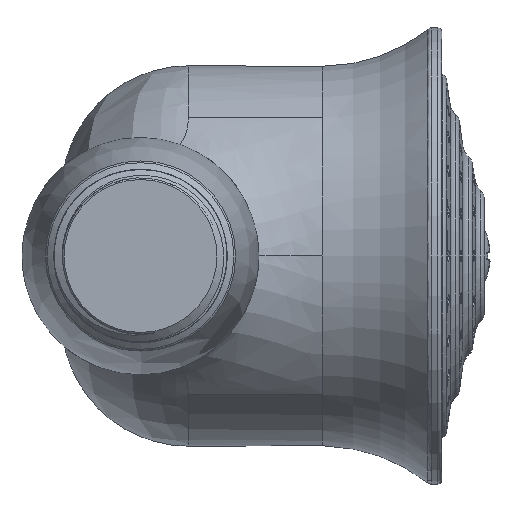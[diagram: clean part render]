
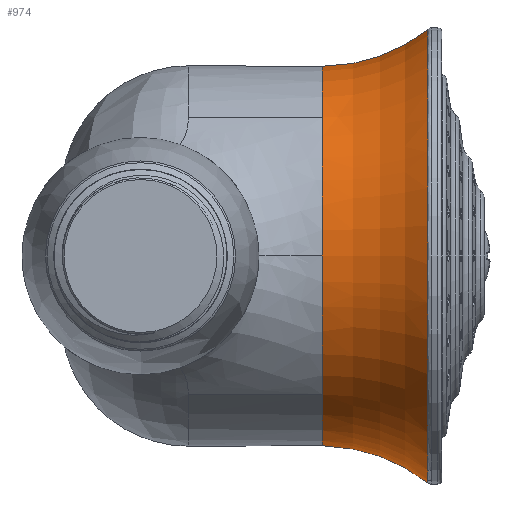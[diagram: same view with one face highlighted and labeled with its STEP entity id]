
A CAD part, front view. The second image highlights one B-rep face of the part: STEP entity #974.
In plain terms, the highlighted toroidal (fillet/blend) face has major radius 42.5 mm and minor radius 20 mm.
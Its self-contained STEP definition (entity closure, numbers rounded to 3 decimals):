
#148=TOROIDAL_SURFACE('',#3585,42.5,20.);
#191=FACE_BOUND('',#1405,.T.);
#192=FACE_BOUND('',#1406,.T.);
#772=CIRCLE('',#3576,22.5);
#777=CIRCLE('',#3584,26.848);
#974=ADVANCED_FACE('',(#191,#192),#148,.F.);
#1405=EDGE_LOOP('',(#1909,#1910,#1911));
#1406=EDGE_LOOP('',(#1912));
#1909=ORIENTED_EDGE('',*,*,#3030,.F.);
#1910=ORIENTED_EDGE('',*,*,#3031,.F.);
#1911=ORIENTED_EDGE('',*,*,#3023,.F.);
#1912=ORIENTED_EDGE('',*,*,#3032,.T.);
#2700=VERTEX_POINT('',#5670);
#2701=VERTEX_POINT('',#5672);
#2707=VERTEX_POINT('',#5741);
#2708=VERTEX_POINT('',#5767);
#3023=EDGE_CURVE('',#2700,#2701,#772,.T.);
#3030=EDGE_CURVE('',#2707,#2700,#3426,.T.);
#3031=EDGE_CURVE('',#2701,#2707,#3427,.T.);
#3032=EDGE_CURVE('',#2708,#2708,#777,.T.);
#3426=B_SPLINE_CURVE_WITH_KNOTS('',3,(#5717,#5718,#5719,#5720,#5721,#5722,
#5723,#5724,#5725,#5726,#5727,#5728,#5729,#5730,#5731,#5732,#5733,#5734,
#5735,#5736,#5737,#5738,#5739,#5740),.UNSPECIFIED.,.F.,.F.,(4,2,2,2,2,2,
2,2,2,2,2,4),(0.,0.031,0.062,0.125,0.25,0.313,0.375,0.5,
0.75,0.813,0.875,1.),.UNSPECIFIED.);
#3427=B_SPLINE_CURVE_WITH_KNOTS('',3,(#5742,#5743,#5744,#5745,#5746,#5747,
#5748,#5749,#5750,#5751,#5752,#5753,#5754,#5755,#5756,#5757,#5758,#5759,
#5760,#5761,#5762,#5763,#5764,#5765),.UNSPECIFIED.,.F.,.F.,(4,2,2,2,2,2,
2,2,2,2,2,4),(0.,0.125,0.188,0.25,0.5,0.625,0.688,0.75,0.875,
0.938,0.969,1.),.UNSPECIFIED.);
#3576=AXIS2_PLACEMENT_3D('',#5671,#3984,#3985);
#3584=AXIS2_PLACEMENT_3D('',#5766,#4000,#4001);
#3585=AXIS2_PLACEMENT_3D('',#5768,#4002,#4003);
#3984=DIRECTION('',(-1.,0.,0.));
#3985=DIRECTION('',(0.,0.,1.));
#4000=DIRECTION('',(-1.,0.,0.));
#4001=DIRECTION('',(0.,0.,-1.));
#4002=DIRECTION('',(1.,0.,0.));
#4003=DIRECTION('',(0.,0.,1.));
#5670=CARTESIAN_POINT('',(21.511,144.077,16.382));
#5671=CARTESIAN_POINT('',(21.511,159.5,0.));
#5672=CARTESIAN_POINT('',(21.511,144.077,-16.382));
#5717=CARTESIAN_POINT('',(21.511,137.,0.));
#5718=CARTESIAN_POINT('',(21.511,137.,0.188));
#5719=CARTESIAN_POINT('',(21.511,137.002,0.377));
#5720=CARTESIAN_POINT('',(21.511,137.012,0.759));
#5721=CARTESIAN_POINT('',(21.511,137.021,0.989));
#5722=CARTESIAN_POINT('',(21.511,137.045,1.461));
#5723=CARTESIAN_POINT('',(21.511,137.075,1.879));
#5724=CARTESIAN_POINT('',(21.511,137.201,3.112));
#5725=CARTESIAN_POINT('',(21.511,137.325,3.873));
#5726=CARTESIAN_POINT('',(21.511,137.537,4.897));
#5727=CARTESIAN_POINT('',(21.511,137.618,5.253));
#5728=CARTESIAN_POINT('',(21.511,137.81,5.993));
#5729=CARTESIAN_POINT('',(21.511,137.929,6.41));
#5730=CARTESIAN_POINT('',(21.511,138.274,7.503));
#5731=CARTESIAN_POINT('',(21.511,138.545,8.229));
#5732=CARTESIAN_POINT('',(21.511,139.444,10.31));
#5733=CARTESIAN_POINT('',(21.511,140.208,11.677));
#5734=CARTESIAN_POINT('',(21.511,141.297,13.231));
#5735=CARTESIAN_POINT('',(21.511,141.524,13.537));
#5736=CARTESIAN_POINT('',(21.511,141.994,14.139));
#5737=CARTESIAN_POINT('',(21.511,142.214,14.409));
#5738=CARTESIAN_POINT('',(21.511,143.04,15.363));
#5739=CARTESIAN_POINT('',(21.511,143.576,15.91));
#5740=CARTESIAN_POINT('',(21.511,144.077,16.382));
#5741=CARTESIAN_POINT('',(21.511,137.,0.));
#5742=CARTESIAN_POINT('',(21.511,144.077,-16.382));
#5743=CARTESIAN_POINT('',(21.511,143.576,-15.91));
#5744=CARTESIAN_POINT('',(21.511,143.04,-15.363));
#5745=CARTESIAN_POINT('',(21.511,142.214,-14.409));
#5746=CARTESIAN_POINT('',(21.511,141.994,-14.139));
#5747=CARTESIAN_POINT('',(21.511,141.524,-13.537));
#5748=CARTESIAN_POINT('',(21.511,141.297,-13.231));
#5749=CARTESIAN_POINT('',(21.511,140.208,-11.677));
#5750=CARTESIAN_POINT('',(21.511,139.444,-10.31));
#5751=CARTESIAN_POINT('',(21.511,138.545,-8.229));
#5752=CARTESIAN_POINT('',(21.511,138.274,-7.503));
#5753=CARTESIAN_POINT('',(21.511,137.929,-6.41));
#5754=CARTESIAN_POINT('',(21.511,137.81,-5.993));
#5755=CARTESIAN_POINT('',(21.511,137.618,-5.253));
#5756=CARTESIAN_POINT('',(21.511,137.537,-4.897));
#5757=CARTESIAN_POINT('',(21.511,137.325,-3.873));
#5758=CARTESIAN_POINT('',(21.511,137.201,-3.112));
#5759=CARTESIAN_POINT('',(21.511,137.075,-1.879));
#5760=CARTESIAN_POINT('',(21.511,137.045,-1.461));
#5761=CARTESIAN_POINT('',(21.511,137.021,-0.989));
#5762=CARTESIAN_POINT('',(21.511,137.012,-0.759));
#5763=CARTESIAN_POINT('',(21.511,137.002,-0.377));
#5764=CARTESIAN_POINT('',(21.511,137.,-0.188));
#5765=CARTESIAN_POINT('',(21.511,137.,0.));
#5766=CARTESIAN_POINT('',(33.961,159.5,0.));
#5767=CARTESIAN_POINT('',(33.961,159.5,-26.848));
#5768=CARTESIAN_POINT('',(21.511,159.5,0.));
